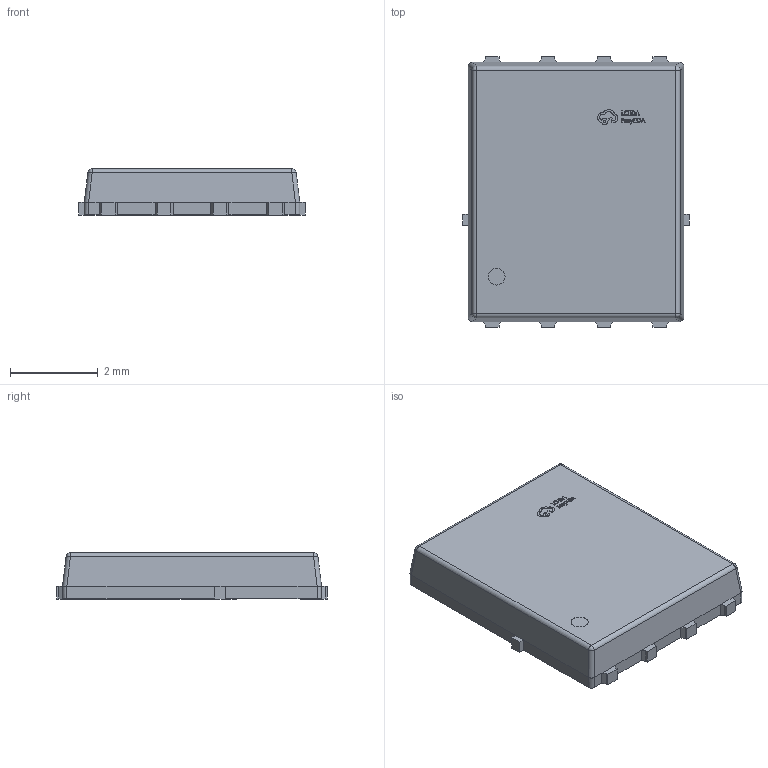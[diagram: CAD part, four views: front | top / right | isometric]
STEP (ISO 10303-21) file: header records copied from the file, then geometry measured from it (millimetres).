
FILE_DESCRIPTION (( 'STEP AP214' ), '1' );
FILE_NAME ('POWERPAK-SO-8_L5.9-W4.9-P1.27-LS6.2-BL.step', '2022-07-09T04:02:06', ( '' ), ( '' ), 'SwSTEP 2.0', 'SolidWorks 2020', '' );
FILE_SCHEMA (( 'AUTOMOTIVE_DESIGN' ));
Length unit declared in the file: millimetre
Products named in the file (1): POWERPAK-SO-8_L5.9-W4.9-P1.27-LS6.2-BL
Bounding box: 5.15 x 6.15 x 1.05 mm (x, y, z)
Volume: 29.5 mm3; surface area: 78.9 mm2
Topology: 1 solids, 1 shells, 430 faces, 1155 edges, 754 vertices
Faces by surface type: plane 296, bspline 112, cylinder 18, sphere 4
Entity records: 19177 total; most frequent: CARTESIAN_POINT 4480, ORIENTED_EDGE 2310, DIRECTION 1581, EDGE_CURVE 1155, LINE 887, VECTOR 887, VERTEX_POINT 754, EDGE_LOOP 457
